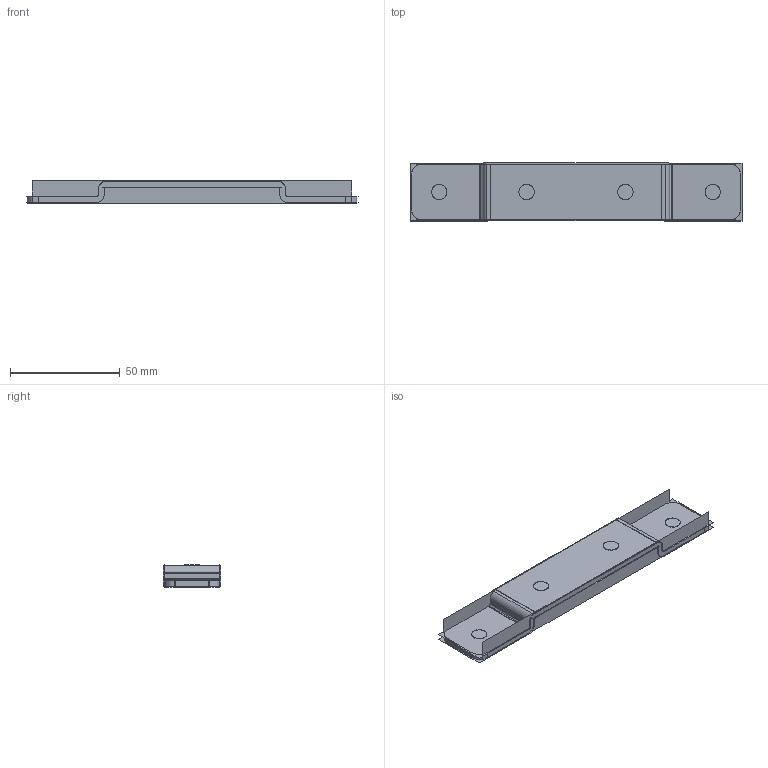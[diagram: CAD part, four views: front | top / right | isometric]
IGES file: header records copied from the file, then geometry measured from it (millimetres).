
Start section:  PTC IGES file: 211398.igs
Global section: file name: 211398.igs; native system: Creo Parametric by PTC Inc.; preprocessor: 2018300; author: pdmadmin; organization: Unknown; date: 20190429.092656; units: millimetre
Bounding box: 151.25 x 26.42 x 10.05 mm (x, y, z)
Volume: 10305.4 mm3; surface area: 39191.2 mm2
Topology: 1 solids, 1 shells, 68 faces, 368 edges, 472 vertices
Faces by surface type: revolution 40, bspline 28
